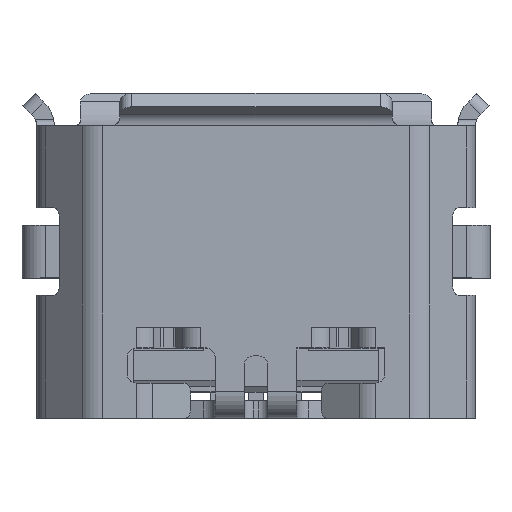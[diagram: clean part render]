
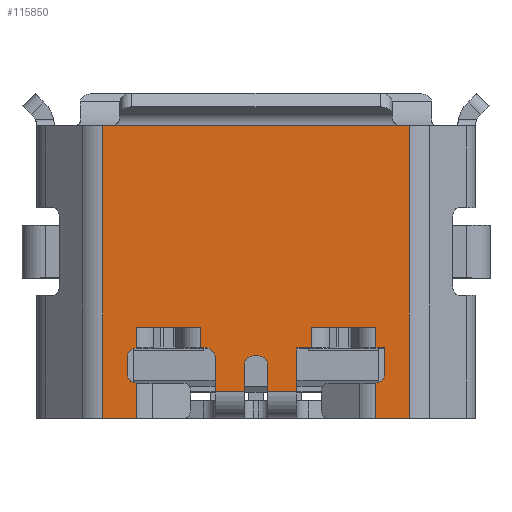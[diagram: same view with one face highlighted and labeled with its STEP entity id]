
A CAD part, top view. The second image highlights one B-rep face of the part: STEP entity #115850.
In plain terms, the highlighted planar face has unit normal (0, 0, 1).
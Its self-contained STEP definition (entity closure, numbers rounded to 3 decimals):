
#107540=CARTESIAN_POINT('',(-2.2,0.75,1.235));
#107550=VERTEX_POINT('',#107540);
#107580=CARTESIAN_POINT('',(-2.2,4.65,1.235));
#107590=DIRECTION('',(0.,1.,-0.));
#107600=VECTOR('',#107590,1.);
#107610=LINE('',#107580,#107600);
#107620=CARTESIAN_POINT('',(-2.2,1.05,1.235));
#107630=VERTEX_POINT('',#107620);
#107640=EDGE_CURVE('',#107550,#107630,#107610,.T.);
#110280=CARTESIAN_POINT('',(-0.85,1.05,1.235));
#110290=DIRECTION('',(0.,-0.,-1.));
#110300=DIRECTION('',(1.,0.,0.));
#110310=AXIS2_PLACEMENT_3D('',#110280,#110290,#110300);
#110320=CIRCLE('',#110310,0.15);
#110330=CARTESIAN_POINT('',(-0.85,1.2,1.235));
#110340=VERTEX_POINT('',#110330);
#110350=CARTESIAN_POINT('',(-0.7,1.05,1.235));
#110360=VERTEX_POINT('',#110350);
#110370=EDGE_CURVE('',#110340,#110360,#110320,.T.);
#110640=CARTESIAN_POINT('',(0.7,1.2,1.235));
#110650=VERTEX_POINT('',#110640);
#110680=CARTESIAN_POINT('',(0.95,1.2,1.235));
#110690=DIRECTION('',(-1.,0.,0.));
#110700=VECTOR('',#110690,1.);
#110710=LINE('',#110680,#110700);
#110720=CARTESIAN_POINT('',(0.95,1.2,1.235));
#110730=VERTEX_POINT('',#110720);
#110740=EDGE_CURVE('',#110730,#110650,#110710,.T.);
#111320=CARTESIAN_POINT('',(2.05,1.2,1.235));
#111330=VERTEX_POINT('',#111320);
#111360=CARTESIAN_POINT('',(0.,1.2,1.235));
#111370=DIRECTION('',(1.,0.,0.));
#111380=VECTOR('',#111370,1.);
#111390=LINE('',#111360,#111380);
#111400=CARTESIAN_POINT('',(2.2,1.2,1.235));
#111410=VERTEX_POINT('',#111400);
#111420=EDGE_CURVE('',#111330,#111410,#111390,.T.);
#112180=CARTESIAN_POINT('',(0.95,1.2,1.235));
#112190=DIRECTION('',(-0.,1.,0.));
#112200=VECTOR('',#112190,1.);
#112210=LINE('',#112180,#112200);
#112220=CARTESIAN_POINT('',(0.95,1.55,1.235));
#112230=VERTEX_POINT('',#112220);
#112240=EDGE_CURVE('',#110730,#112230,#112210,.T.);
#113490=CARTESIAN_POINT('',(2.05,1.55,1.235));
#113500=VERTEX_POINT('',#113490);
#113530=CARTESIAN_POINT('',(2.05,1.2,1.235));
#113540=DIRECTION('',(0.,-1.,0.));
#113550=VECTOR('',#113540,1.);
#113560=LINE('',#113530,#113550);
#113570=EDGE_CURVE('',#113500,#111330,#113560,.T.);
#113630=CARTESIAN_POINT('',(-2.05,1.2,1.235));
#113640=DIRECTION('',(0.,0.,1.));
#113650=DIRECTION('',(1.,0.,0.));
#113660=AXIS2_PLACEMENT_3D('',#113630,#113640,#113650);
#113670=PLANE('',#113660);
#113680=CARTESIAN_POINT('',(0.7,4.65,1.235));
#113690=DIRECTION('',(0.,1.,0.));
#113700=VECTOR('',#113690,1.);
#113710=LINE('',#113680,#113700);
#113720=CARTESIAN_POINT('',(0.7,0.45,1.235));
#113730=VERTEX_POINT('',#113720);
#113740=EDGE_CURVE('',#113730,#110650,#113710,.T.);
#113750=ORIENTED_EDGE('',*,*,#113740,.T.);
#113760=CARTESIAN_POINT('',(0.7,0.45,1.235));
#113770=DIRECTION('',(-1.,0.,0.));
#113780=VECTOR('',#113770,0.5);
#113790=LINE('',#113760,#113780);
#113800=CARTESIAN_POINT('',(0.2,0.45,1.235));
#113810=VERTEX_POINT('',#113800);
#113820=EDGE_CURVE('',#113730,#113810,#113790,.T.);
#113830=ORIENTED_EDGE('',*,*,#113820,.F.);
#113840=CARTESIAN_POINT('',(0.2,0.45,1.235));
#113850=DIRECTION('',(0.,1.,0.));
#113860=VECTOR('',#113850,0.464);
#113870=LINE('',#113840,#113860);
#113880=CARTESIAN_POINT('',(0.2,0.914,1.235));
#113890=VERTEX_POINT('',#113880);
#113900=EDGE_CURVE('',#113810,#113890,#113870,.T.);
#113910=ORIENTED_EDGE('',*,*,#113900,.F.);
#113920=CARTESIAN_POINT('',(0.05,0.914,1.235));
#113930=DIRECTION('',(0.,0.,-1.));
#113940=DIRECTION('',(0.,1.,0.));
#113950=AXIS2_PLACEMENT_3D('',#113920,#113930,#113940);
#113960=CIRCLE('',#113950,0.15);
#113970=CARTESIAN_POINT('',(0.05,1.064,1.235));
#113980=VERTEX_POINT('',#113970);
#113990=EDGE_CURVE('',#113980,#113890,#113960,.T.);
#114000=ORIENTED_EDGE('',*,*,#113990,.T.);
#114010=CARTESIAN_POINT('',(0.05,1.064,1.235));
#114020=DIRECTION('',(-1.,0.,0.));
#114030=VECTOR('',#114020,0.1);
#114040=LINE('',#114010,#114030);
#114050=CARTESIAN_POINT('',(-0.05,1.064,1.235));
#114060=VERTEX_POINT('',#114050);
#114070=EDGE_CURVE('',#113980,#114060,#114040,.T.);
#114080=ORIENTED_EDGE('',*,*,#114070,.F.);
#114090=CARTESIAN_POINT('',(-0.05,0.914,1.235));
#114100=DIRECTION('',(0.,0.,-1.));
#114110=DIRECTION('',(-1.,0.,0.));
#114120=AXIS2_PLACEMENT_3D('',#114090,#114100,#114110);
#114130=CIRCLE('',#114120,0.15);
#114140=CARTESIAN_POINT('',(-0.2,0.914,1.235));
#114150=VERTEX_POINT('',#114140);
#114160=EDGE_CURVE('',#114150,#114060,#114130,.T.);
#114170=ORIENTED_EDGE('',*,*,#114160,.T.);
#114180=CARTESIAN_POINT('',(-0.2,0.45,1.235));
#114190=DIRECTION('',(0.,1.,0.));
#114200=VECTOR('',#114190,0.464);
#114210=LINE('',#114180,#114200);
#114220=CARTESIAN_POINT('',(-0.2,0.45,1.235));
#114230=VERTEX_POINT('',#114220);
#114240=EDGE_CURVE('',#114230,#114150,#114210,.T.);
#114250=ORIENTED_EDGE('',*,*,#114240,.T.);
#114260=CARTESIAN_POINT('',(-0.2,0.45,1.235));
#114270=DIRECTION('',(-1.,0.,0.));
#114280=VECTOR('',#114270,0.5);
#114290=LINE('',#114260,#114280);
#114300=CARTESIAN_POINT('',(-0.7,0.45,1.235));
#114310=VERTEX_POINT('',#114300);
#114320=EDGE_CURVE('',#114230,#114310,#114290,.T.);
#114330=ORIENTED_EDGE('',*,*,#114320,.F.);
#114340=CARTESIAN_POINT('',(-0.7,4.65,1.235));
#114350=DIRECTION('',(0.,-1.,0.));
#114360=VECTOR('',#114350,1.);
#114370=LINE('',#114340,#114360);
#114380=EDGE_CURVE('',#110360,#114310,#114370,.T.);
#114390=ORIENTED_EDGE('',*,*,#114380,.T.);
#114400=ORIENTED_EDGE('',*,*,#110370,.T.);
#114410=CARTESIAN_POINT('',(-0.95,1.2,1.235));
#114420=DIRECTION('',(1.,0.,0.));
#114430=VECTOR('',#114420,1.);
#114440=LINE('',#114410,#114430);
#114450=CARTESIAN_POINT('',(-0.95,1.2,1.235));
#114460=VERTEX_POINT('',#114450);
#114470=EDGE_CURVE('',#114460,#110340,#114440,.T.);
#114480=ORIENTED_EDGE('',*,*,#114470,.T.);
#114490=CARTESIAN_POINT('',(-0.95,1.2,1.235));
#114500=DIRECTION('',(-0.,1.,0.));
#114510=VECTOR('',#114500,1.);
#114520=LINE('',#114490,#114510);
#114530=CARTESIAN_POINT('',(-0.95,1.55,1.235));
#114540=VERTEX_POINT('',#114530);
#114550=EDGE_CURVE('',#114460,#114540,#114520,.T.);
#114560=ORIENTED_EDGE('',*,*,#114550,.F.);
#114570=CARTESIAN_POINT('',(0.,1.55,1.235));
#114580=DIRECTION('',(1.,0.,0.));
#114590=VECTOR('',#114580,1.);
#114600=LINE('',#114570,#114590);
#114610=CARTESIAN_POINT('',(-2.05,1.55,1.235));
#114620=VERTEX_POINT('',#114610);
#114630=EDGE_CURVE('',#114620,#114540,#114600,.T.);
#114640=ORIENTED_EDGE('',*,*,#114630,.T.);
#114650=CARTESIAN_POINT('',(-2.05,1.2,1.235));
#114660=DIRECTION('',(-0.,1.,0.));
#114670=VECTOR('',#114660,1.);
#114680=LINE('',#114650,#114670);
#114690=CARTESIAN_POINT('',(-2.05,1.2,1.235));
#114700=VERTEX_POINT('',#114690);
#114710=EDGE_CURVE('',#114700,#114620,#114680,.T.);
#114720=ORIENTED_EDGE('',*,*,#114710,.T.);
#114730=CARTESIAN_POINT('',(-2.05,1.05,1.235));
#114740=DIRECTION('',(0.,0.,-1.));
#114750=DIRECTION('',(1.,0.,0.));
#114760=AXIS2_PLACEMENT_3D('',#114730,#114740,#114750);
#114770=CIRCLE('',#114760,0.15);
#114780=EDGE_CURVE('',#107630,#114700,#114770,.T.);
#114790=ORIENTED_EDGE('',*,*,#114780,.T.);
#114800=ORIENTED_EDGE('',*,*,#107640,.T.);
#114810=CARTESIAN_POINT('',(-2.05,0.75,1.235));
#114820=DIRECTION('',(0.,0.,-1.));
#114830=DIRECTION('',(0.,-1.,0.));
#114840=AXIS2_PLACEMENT_3D('',#114810,#114820,#114830);
#114850=CIRCLE('',#114840,0.15);
#114860=CARTESIAN_POINT('',(-2.05,0.6,1.235));
#114870=VERTEX_POINT('',#114860);
#114880=EDGE_CURVE('',#114870,#107550,#114850,.T.);
#114890=ORIENTED_EDGE('',*,*,#114880,.T.);
#114900=CARTESIAN_POINT('',(-2.05,0.,1.235));
#114910=DIRECTION('',(0.,1.,0.));
#114920=VECTOR('',#114910,0.6);
#114930=LINE('',#114900,#114920);
#114940=CARTESIAN_POINT('',(-2.05,0.,1.235));
#114950=VERTEX_POINT('',#114940);
#114960=EDGE_CURVE('',#114950,#114870,#114930,.T.);
#114970=ORIENTED_EDGE('',*,*,#114960,.T.);
#114980=CARTESIAN_POINT('',(-2.05,0.,1.235));
#114990=DIRECTION('',(-1.,0.,0.));
#115000=VECTOR('',#114990,0.567);
#115010=LINE('',#114980,#115000);
#115020=CARTESIAN_POINT('',(-2.617,0.,1.235));
#115030=VERTEX_POINT('',#115020);
#115040=EDGE_CURVE('',#114950,#115030,#115010,.T.);
#115050=ORIENTED_EDGE('',*,*,#115040,.F.);
#115060=CARTESIAN_POINT('',(-2.617,5.,1.235));
#115070=DIRECTION('',(0.,-1.,0.));
#115080=VECTOR('',#115070,5.);
#115090=LINE('',#115060,#115080);
#115100=CARTESIAN_POINT('',(-2.617,5.,1.235));
#115110=VERTEX_POINT('',#115100);
#115120=EDGE_CURVE('',#115110,#115030,#115090,.T.);
#115130=ORIENTED_EDGE('',*,*,#115120,.T.);
#115140=CARTESIAN_POINT('',(-2.617,5.,1.235));
#115150=DIRECTION('',(1.,0.,0.));
#115160=VECTOR('',#115150,5.234);
#115170=LINE('',#115140,#115160);
#115180=CARTESIAN_POINT('',(-2.475,5.,1.235));
#115190=VERTEX_POINT('',#115180);
#115200=EDGE_CURVE('',#115110,#115190,#115170,.T.);
#115210=ORIENTED_EDGE('',*,*,#115200,.F.);
#115220=CARTESIAN_POINT('',(3.,5.,1.235));
#115230=DIRECTION('',(-1.,0.,0.));
#115240=VECTOR('',#115230,1.);
#115250=LINE('',#115220,#115240);
#115260=CARTESIAN_POINT('',(2.475,5.,1.235));
#115270=VERTEX_POINT('',#115260);
#115280=EDGE_CURVE('',#115270,#115190,#115250,.T.);
#115290=ORIENTED_EDGE('',*,*,#115280,.T.);
#115300=CARTESIAN_POINT('',(2.617,5.,1.235));
#115310=VERTEX_POINT('',#115300);
#115320=EDGE_CURVE('',#115270,#115310,#115170,.T.);
#115330=ORIENTED_EDGE('',*,*,#115320,.F.);
#115340=CARTESIAN_POINT('',(2.617,5.,1.235));
#115350=DIRECTION('',(0.,-1.,0.));
#115360=VECTOR('',#115350,5.);
#115370=LINE('',#115340,#115360);
#115380=CARTESIAN_POINT('',(2.617,0.,1.235));
#115390=VERTEX_POINT('',#115380);
#115400=EDGE_CURVE('',#115310,#115390,#115370,.T.);
#115410=ORIENTED_EDGE('',*,*,#115400,.F.);
#115420=CARTESIAN_POINT('',(2.05,0.,1.235));
#115430=DIRECTION('',(1.,0.,0.));
#115440=VECTOR('',#115430,0.567);
#115450=LINE('',#115420,#115440);
#115460=CARTESIAN_POINT('',(2.05,0.,1.235));
#115470=VERTEX_POINT('',#115460);
#115480=EDGE_CURVE('',#115470,#115390,#115450,.T.);
#115490=ORIENTED_EDGE('',*,*,#115480,.T.);
#115500=CARTESIAN_POINT('',(2.05,0.6,1.235));
#115510=DIRECTION('',(0.,-1.,0.));
#115520=VECTOR('',#115510,0.6);
#115530=LINE('',#115500,#115520);
#115540=CARTESIAN_POINT('',(2.05,0.6,1.235));
#115550=VERTEX_POINT('',#115540);
#115560=EDGE_CURVE('',#115550,#115470,#115530,.T.);
#115570=ORIENTED_EDGE('',*,*,#115560,.T.);
#115580=CARTESIAN_POINT('',(2.05,0.75,1.235));
#115590=DIRECTION('',(0.,0.,-1.));
#115600=DIRECTION('',(1.,0.,0.));
#115610=AXIS2_PLACEMENT_3D('',#115580,#115590,#115600);
#115620=CIRCLE('',#115610,0.15);
#115630=CARTESIAN_POINT('',(2.2,0.75,1.235));
#115640=VERTEX_POINT('',#115630);
#115650=EDGE_CURVE('',#115640,#115550,#115620,.T.);
#115660=ORIENTED_EDGE('',*,*,#115650,.T.);
#115670=CARTESIAN_POINT('',(2.2,4.65,1.235));
#115680=DIRECTION('',(0.,1.,0.));
#115690=VECTOR('',#115680,1.);
#115700=LINE('',#115670,#115690);
#115710=EDGE_CURVE('',#115640,#111410,#115700,.T.);
#115720=ORIENTED_EDGE('',*,*,#115710,.F.);
#115730=ORIENTED_EDGE('',*,*,#111420,.T.);
#115740=ORIENTED_EDGE('',*,*,#113570,.T.);
#115750=CARTESIAN_POINT('',(0.,1.55,1.235));
#115760=DIRECTION('',(-1.,0.,0.));
#115770=VECTOR('',#115760,1.);
#115780=LINE('',#115750,#115770);
#115790=EDGE_CURVE('',#113500,#112230,#115780,.T.);
#115800=ORIENTED_EDGE('',*,*,#115790,.F.);
#115810=ORIENTED_EDGE('',*,*,#112240,.T.);
#115820=ORIENTED_EDGE('',*,*,#110740,.F.);
#115830=EDGE_LOOP('',(#115820,#115810,#115800,#115740,#115730,#115720,
#115660,#115570,#115490,#115410,#115330,#115290,#115210,#115130,#115050,
#114970,#114890,#114800,#114790,#114720,#114640,#114560,#114480,#114400,
#114390,#114330,#114250,#114170,#114080,#114000,#113910,#113830,#113750)
);
#115840=FACE_OUTER_BOUND('',#115830,.T.);
#115850=ADVANCED_FACE('',(#115840),#113670,.T.);
